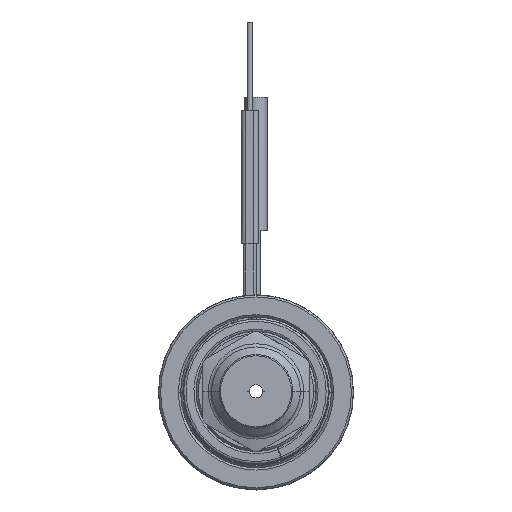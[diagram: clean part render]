
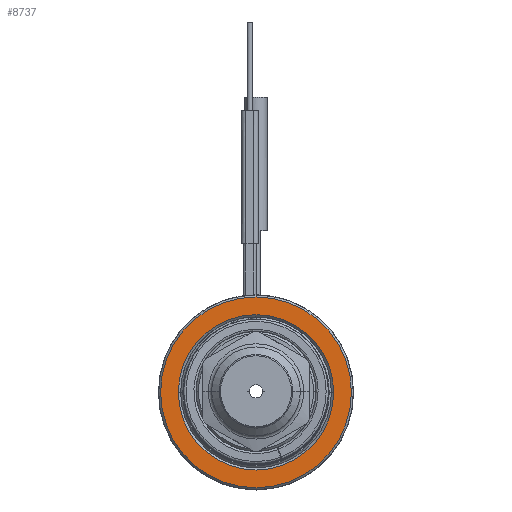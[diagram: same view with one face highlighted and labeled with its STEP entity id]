
A CAD part, top view. The second image highlights one B-rep face of the part: STEP entity #8737.
In plain terms, the highlighted planar face has unit normal (0, 0, 1).
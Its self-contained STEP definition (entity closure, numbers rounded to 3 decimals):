
#1184=CARTESIAN_POINT('',(0.,0.,
40.));
#1185=DIRECTION('',(0.,0.,-1.));
#1186=DIRECTION('',(1.,0.,0.));
#1187=AXIS2_PLACEMENT_3D('',#1184,#1185,#1186);
#1203=CARTESIAN_POINT('',(0.,0.,
40.));
#1204=DIRECTION('',(0.,0.,-1.));
#1205=DIRECTION('',(1.,0.,0.));
#1206=AXIS2_PLACEMENT_3D('',#1203,#1204,#1205);
#1227=CARTESIAN_POINT('',(0.,0.,40.));
#1228=DIRECTION('',(0.,0.,-1.));
#1229=DIRECTION('',(-1.,0.,0.));
#1230=AXIS2_PLACEMENT_3D('',#1227,#1228,#1229);
#1524=CARTESIAN_POINT('',(0.,0.,
40.));
#1525=DIRECTION('',(0.,0.,-1.));
#1526=DIRECTION('',(-1.,0.,0.));
#1527=AXIS2_PLACEMENT_3D('',#1524,#1525,#1526);
#6767=CARTESIAN_POINT('',(21.5,0.,40.));
#6768=CARTESIAN_POINT('',(-21.5,0.,40.));
#6769=VERTEX_POINT('',#6767);
#6770=VERTEX_POINT('',#6768);
#6771=CARTESIAN_POINT('',(17.5,0.,40.));
#6772=CARTESIAN_POINT('',(-17.5,0.,40.));
#6773=VERTEX_POINT('',#6771);
#6774=VERTEX_POINT('',#6772);
#8721=CARTESIAN_POINT('',(0.,0.,40.));
#8722=DIRECTION('',(0.,0.,1.));
#8723=DIRECTION('',(-1.,0.,0.));
#8724=AXIS2_PLACEMENT_3D('',#8721,#8722,#8723);
#8725=PLANE('',#8724);
#8727=ORIENTED_EDGE('',*,*,#8726,.T.);
#8729=ORIENTED_EDGE('',*,*,#8728,.T.);
#8730=EDGE_LOOP('',(#8727,#8729));
#8731=FACE_OUTER_BOUND('',#8730,.F.);
#8732=ORIENTED_EDGE('',*,*,#8711,.F.);
#8734=ORIENTED_EDGE('',*,*,#8733,.F.);
#8735=EDGE_LOOP('',(#8732,#8734));
#8736=FACE_BOUND('',#8735,.F.);
#1188=CIRCLE('',#1187,17.5);
#1207=CIRCLE('',#1206,21.5);
#1231=CIRCLE('',#1230,21.5);
#1528=CIRCLE('',#1527,17.5);
#8711=EDGE_CURVE('',#6773,#6774,#1188,.T.);
#8726=EDGE_CURVE('',#6769,#6770,#1207,.T.);
#8728=EDGE_CURVE('',#6770,#6769,#1231,.T.);
#8733=EDGE_CURVE('',#6774,#6773,#1528,.T.);
#8737=ADVANCED_FACE('',(#8731,#8736),#8725,.T.);
